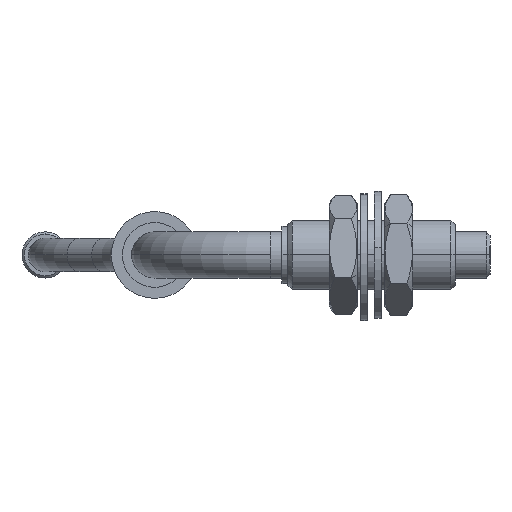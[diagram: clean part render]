
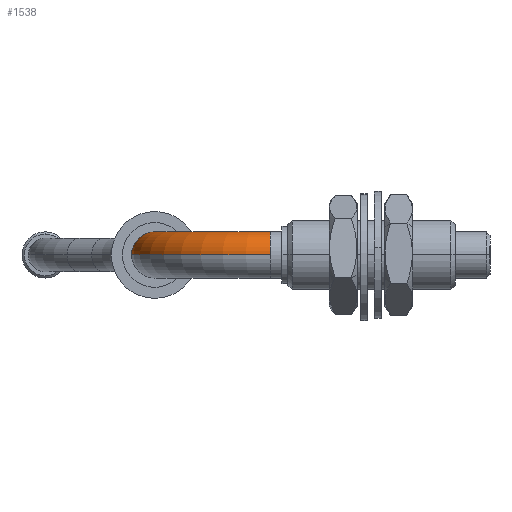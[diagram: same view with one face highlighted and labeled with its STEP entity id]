
A CAD part, left-side view. The second image highlights one B-rep face of the part: STEP entity #1538.
In plain terms, the highlighted toroidal (fillet/blend) face has major radius 10 mm and minor radius 2 mm.
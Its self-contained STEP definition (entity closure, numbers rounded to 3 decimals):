
#52 = VERTEX_POINT ( 'NONE', #2159 ) ;
#57 = FACE_OUTER_BOUND ( 'NONE', #989, .T. ) ;
#189 = CARTESIAN_POINT ( 'NONE',  ( -11., -10., 0. ) ) ;
#267 = DIRECTION ( 'NONE',  ( 0., 0., 1. ) ) ;
#306 = DIRECTION ( 'NONE',  ( 1., 0., 0. ) ) ;
#308 = EDGE_CURVE ( 'NONE', #593, #1520, #1830, .T. ) ;
#420 = AXIS2_PLACEMENT_3D ( 'NONE', #1849, #1306, #2070 ) ;
#538 = CARTESIAN_POINT ( 'NONE',  ( -11., -10., 0. ) ) ;
#583 = ORIENTED_EDGE ( 'NONE', *, *, #3078, .F. ) ;
#593 = VERTEX_POINT ( 'NONE', #1684 ) ;
#732 = CARTESIAN_POINT ( 'NONE',  ( -19., -10., 0. ) ) ;
#782 = EDGE_CURVE ( 'NONE', #1942, #1994, #2370, .T. ) ;
#857 = CARTESIAN_POINT ( 'NONE',  ( -21., -10., 0. ) ) ;
#971 = DIRECTION ( 'NONE',  ( -1., 0., 0. ) ) ;
#989 = EDGE_LOOP ( 'NONE', ( #3090, #2189, #2594, #3311, #583, #3000 ) ) ;
#1306 = DIRECTION ( 'NONE',  ( -1., 0., 0. ) ) ;
#1354 = DIRECTION ( 'NONE',  ( 0., 0., 1. ) ) ;
#1366 = DIRECTION ( 'NONE',  ( 1., 0., 0. ) ) ;
#1418 = CARTESIAN_POINT ( 'NONE',  ( -23., -10., 0. ) ) ;
#1475 = CIRCLE ( 'NONE', #1526, 12. ) ;
#1497 = CIRCLE ( 'NONE', #3273, 8. ) ;
#1520 = VERTEX_POINT ( 'NONE', #2872 ) ;
#1526 = AXIS2_PLACEMENT_3D ( 'NONE', #2655, #1354, #1366 ) ;
#1538 = ADVANCED_FACE ( 'NONE', ( #57 ), #2432, .T. ) ;
#1602 = DIRECTION ( 'NONE',  ( 0., 0., 1. ) ) ;
#1684 = CARTESIAN_POINT ( 'NONE',  ( -11., -2., 0. ) ) ;
#1804 = AXIS2_PLACEMENT_3D ( 'NONE', #857, #2922, #3182 ) ;
#1830 = CIRCLE ( 'NONE', #420, 2. ) ;
#1849 = CARTESIAN_POINT ( 'NONE',  ( -11., 0., 0. ) ) ;
#1901 = AXIS2_PLACEMENT_3D ( 'NONE', #538, #267, #306 ) ;
#1942 = VERTEX_POINT ( 'NONE', #1418 ) ;
#1994 = VERTEX_POINT ( 'NONE', #3038 ) ;
#2070 = DIRECTION ( 'NONE',  ( 0., 0., 1. ) ) ;
#2159 = CARTESIAN_POINT ( 'NONE',  ( -11., 2., 0. ) ) ;
#2189 = ORIENTED_EDGE ( 'NONE', *, *, #2229, .T. ) ;
#2198 = DIRECTION ( 'NONE',  ( 0., 1., 0. ) ) ;
#2229 = EDGE_CURVE ( 'NONE', #52, #1942, #1475, .T. ) ;
#2295 = DIRECTION ( 'NONE',  ( 0., 0., 1. ) ) ;
#2307 = AXIS2_PLACEMENT_3D ( 'NONE', #3026, #971, #2295 ) ;
#2370 = CIRCLE ( 'NONE', #1804, 2. ) ;
#2387 = CIRCLE ( 'NONE', #3135, 2. ) ;
#2432 = TOROIDAL_SURFACE ( 'NONE', #1901, 10., 2. ) ;
#2474 = EDGE_CURVE ( 'NONE', #1994, #3162, #2387, .T. ) ;
#2487 = DIRECTION ( 'NONE',  ( 1., 0., 0. ) ) ;
#2594 = ORIENTED_EDGE ( 'NONE', *, *, #782, .T. ) ;
#2611 = CARTESIAN_POINT ( 'NONE',  ( -21., -10., 0. ) ) ;
#2655 = CARTESIAN_POINT ( 'NONE',  ( -11., -10., 0. ) ) ;
#2872 = CARTESIAN_POINT ( 'NONE',  ( -11., 0., 2. ) ) ;
#2922 = DIRECTION ( 'NONE',  ( 0., 1., 0. ) ) ;
#2996 = DIRECTION ( 'NONE',  ( 0., 0., 1. ) ) ;
#3000 = ORIENTED_EDGE ( 'NONE', *, *, #308, .T. ) ;
#3026 = CARTESIAN_POINT ( 'NONE',  ( -11., 0., 0. ) ) ;
#3038 = CARTESIAN_POINT ( 'NONE',  ( -21., -10., 2. ) ) ;
#3078 = EDGE_CURVE ( 'NONE', #593, #3162, #1497, .T. ) ;
#3090 = ORIENTED_EDGE ( 'NONE', *, *, #3152, .T. ) ;
#3135 = AXIS2_PLACEMENT_3D ( 'NONE', #2611, #2198, #1602 ) ;
#3152 = EDGE_CURVE ( 'NONE', #1520, #52, #3330, .T. ) ;
#3162 = VERTEX_POINT ( 'NONE', #732 ) ;
#3182 = DIRECTION ( 'NONE',  ( 0., 0., 1. ) ) ;
#3273 = AXIS2_PLACEMENT_3D ( 'NONE', #189, #2996, #2487 ) ;
#3311 = ORIENTED_EDGE ( 'NONE', *, *, #2474, .T. ) ;
#3330 = CIRCLE ( 'NONE', #2307, 2. ) ;
